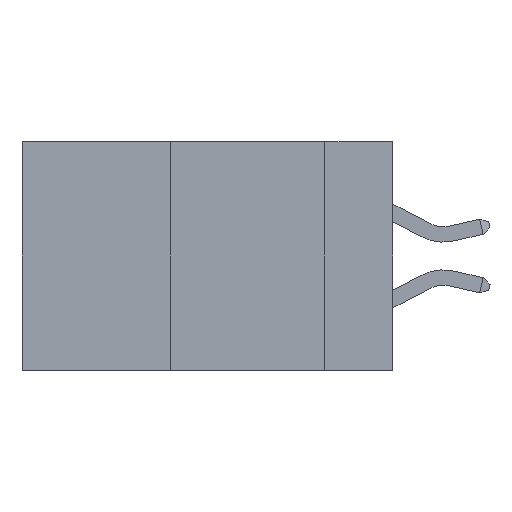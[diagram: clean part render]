
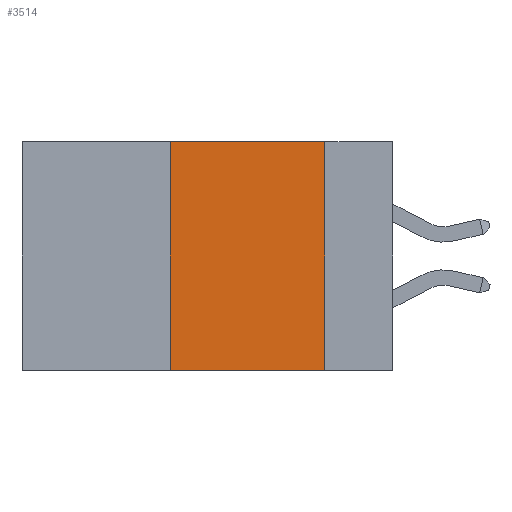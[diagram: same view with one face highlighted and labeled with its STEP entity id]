
A CAD part, left-side view. The second image highlights one B-rep face of the part: STEP entity #3514.
In plain terms, the highlighted planar face has unit normal (-1, 0, 0).
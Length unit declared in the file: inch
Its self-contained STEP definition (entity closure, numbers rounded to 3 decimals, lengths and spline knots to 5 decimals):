
#655 = DIRECTION ( 'NONE',  ( 0., 0., -1. ) ) ;
#747 = LINE ( 'NONE', #7903, #5248 ) ;
#1045 = FACE_OUTER_BOUND ( 'NONE', #9076, .T. ) ;
#1559 = ORIENTED_EDGE ( 'NONE', *, *, #14230, .F. ) ;
#1676 = CARTESIAN_POINT ( 'NONE',  ( 0., 0.36, 0. ) ) ;
#1785 = CARTESIAN_POINT ( 'NONE',  ( 0., 0.36, 0. ) ) ;
#1793 = ORIENTED_EDGE ( 'NONE', *, *, #6773, .F. ) ;
#1941 = VERTEX_POINT ( 'NONE', #7973 ) ;
#2747 = CARTESIAN_POINT ( 'NONE',  ( 0., 0.6, 0. ) ) ;
#3315 = CARTESIAN_POINT ( 'NONE',  ( 0., 0.36, -0.37 ) ) ;
#3514 = ADVANCED_FACE ( 'NONE', ( #1045 ), #13065, .F. ) ;
#3632 = CARTESIAN_POINT ( 'NONE',  ( 0., 0.11, 0. ) ) ;
#4721 = LINE ( 'NONE', #1676, #12075 ) ;
#5149 = EDGE_CURVE ( 'NONE', #14913, #1941, #747, .T. ) ;
#5248 = VECTOR ( 'NONE', #16565, 39.37008 ) ;
#6773 = EDGE_CURVE ( 'NONE', #1941, #8573, #11168, .T. ) ;
#7243 = DIRECTION ( 'NONE',  ( 0., 0., -1. ) ) ;
#7282 = VECTOR ( 'NONE', #655, 39.37008 ) ;
#7676 = DIRECTION ( 'NONE',  ( 0., 0., 1. ) ) ;
#7877 = CARTESIAN_POINT ( 'NONE',  ( 0., 0.11, -0.37 ) ) ;
#7903 = CARTESIAN_POINT ( 'NONE',  ( 0., 0.6, 0. ) ) ;
#7973 = CARTESIAN_POINT ( 'NONE',  ( 0., 0.11, 0. ) ) ;
#8573 = VERTEX_POINT ( 'NONE', #7877 ) ;
#9076 = EDGE_LOOP ( 'NONE', ( #1793, #14423, #1559, #13369 ) ) ;
#9864 = AXIS2_PLACEMENT_3D ( 'NONE', #2747, #15923, #7243 ) ;
#11168 = LINE ( 'NONE', #3632, #7282 ) ;
#12075 = VECTOR ( 'NONE', #7676, 39.37008 ) ;
#13065 = PLANE ( 'NONE',  #9864 ) ;
#13369 = ORIENTED_EDGE ( 'NONE', *, *, #15532, .T. ) ;
#14001 = CARTESIAN_POINT ( 'NONE',  ( 0., 0.6, -0.37 ) ) ;
#14230 = EDGE_CURVE ( 'NONE', #17911, #14913, #4721, .T. ) ;
#14423 = ORIENTED_EDGE ( 'NONE', *, *, #5149, .F. ) ;
#14913 = VERTEX_POINT ( 'NONE', #1785 ) ;
#15414 = DIRECTION ( 'NONE',  ( 0., -1., 0. ) ) ;
#15532 = EDGE_CURVE ( 'NONE', #17911, #8573, #16297, .T. ) ;
#15832 = VECTOR ( 'NONE', #15414, 39.37008 ) ;
#15923 = DIRECTION ( 'NONE',  ( 1., 0., 0. ) ) ;
#16297 = LINE ( 'NONE', #14001, #15832 ) ;
#16565 = DIRECTION ( 'NONE',  ( 0., -1., 0. ) ) ;
#17911 = VERTEX_POINT ( 'NONE', #3315 ) ;
